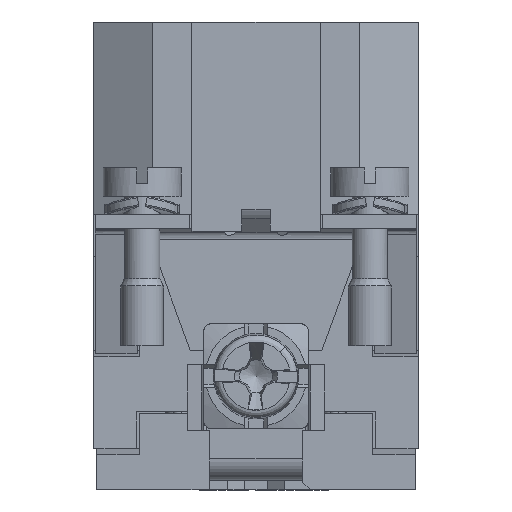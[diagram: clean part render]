
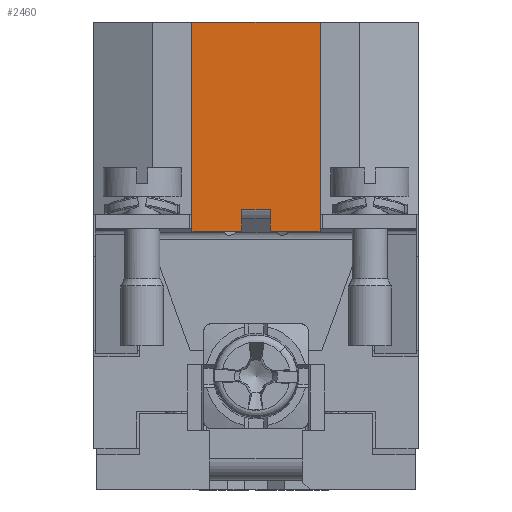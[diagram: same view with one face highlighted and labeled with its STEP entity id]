
A CAD part, left-side view. The second image highlights one B-rep face of the part: STEP entity #2460.
In plain terms, the highlighted planar face has unit normal (-1, 0, 0).
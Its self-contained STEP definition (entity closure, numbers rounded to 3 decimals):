
#2460=ADVANCED_FACE('',(#4453),#3473,.T.);
#3473=PLANE('',#26451);
#4453=FACE_OUTER_BOUND('',#5863,.T.);
#5863=EDGE_LOOP('',(#10651,#10652,#10653,#10654,#10655,#10656,#10657,#10658));
#10651=ORIENTED_EDGE('',*,*,#17863,.T.);
#10652=ORIENTED_EDGE('',*,*,#17865,.T.);
#10653=ORIENTED_EDGE('',*,*,#17362,.F.);
#10654=ORIENTED_EDGE('',*,*,#17866,.T.);
#10655=ORIENTED_EDGE('',*,*,#17340,.F.);
#10656=ORIENTED_EDGE('',*,*,#17347,.T.);
#10657=ORIENTED_EDGE('',*,*,#17350,.T.);
#10658=ORIENTED_EDGE('',*,*,#17862,.T.);
#14550=VERTEX_POINT('',#39242);
#14551=VERTEX_POINT('',#39243);
#14555=VERTEX_POINT('',#39254);
#14557=VERTEX_POINT('',#39260);
#14565=VERTEX_POINT('',#39280);
#14567=VERTEX_POINT('',#39285);
#14902=VERTEX_POINT('',#40347);
#14903=VERTEX_POINT('',#40351);
#17340=EDGE_CURVE('',#14550,#14551,#21473,.T.);
#17347=EDGE_CURVE('',#14550,#14555,#21480,.T.);
#17350=EDGE_CURVE('',#14555,#14557,#21483,.T.);
#17362=EDGE_CURVE('',#14567,#14565,#21495,.T.);
#17862=EDGE_CURVE('',#14557,#14902,#21881,.T.);
#17863=EDGE_CURVE('',#14902,#14903,#21882,.T.);
#17865=EDGE_CURVE('',#14903,#14565,#21884,.T.);
#17866=EDGE_CURVE('',#14567,#14551,#21885,.T.);
#21473=LINE('',#39241,#23656);
#21480=LINE('',#39255,#23663);
#21483=LINE('',#39261,#23666);
#21495=LINE('',#39286,#23678);
#21881=LINE('',#40348,#24064);
#21882=LINE('',#40350,#24065);
#21884=LINE('',#40354,#24067);
#21885=LINE('',#40355,#24068);
#23656=VECTOR('',#29976,1.);
#23663=VECTOR('',#29985,1.);
#23666=VECTOR('',#29990,1.);
#23678=VECTOR('',#30008,1.);
#24064=VECTOR('',#31076,1.);
#24065=VECTOR('',#31079,1.);
#24067=VECTOR('',#31083,1.);
#24068=VECTOR('',#31084,1.);
#26451=AXIS2_PLACEMENT_3D('',#40356,#31085,#31086);
#29976=DIRECTION('',(0.,0.,1.));
#29985=DIRECTION('',(0.,-1.,0.));
#29990=DIRECTION('',(0.,0.,1.));
#30008=DIRECTION('',(0.,0.,-1.));
#31076=DIRECTION('',(0.,-1.,0.));
#31079=DIRECTION('',(0.,0.,-1.));
#31083=DIRECTION('',(0.,-1.,0.));
#31084=DIRECTION('',(0.,1.,0.));
#31085=DIRECTION('',(-1.,0.,0.));
#31086=DIRECTION('',(0.,1.,0.));
#39241=CARTESIAN_POINT('',(-36.,4.5,14.6));
#39242=CARTESIAN_POINT('',(-36.,4.5,-0.2));
#39243=CARTESIAN_POINT('',(-36.,4.5,14.5));
#39254=CARTESIAN_POINT('',(-36.,1.,-0.2));
#39255=CARTESIAN_POINT('',(-36.,3.,-0.2));
#39260=CARTESIAN_POINT('',(-36.,1.,1.3));
#39261=CARTESIAN_POINT('',(-36.,1.,-0.2));
#39280=CARTESIAN_POINT('',(-36.,-4.5,-0.2));
#39285=CARTESIAN_POINT('',(-36.,-4.5,14.5));
#39286=CARTESIAN_POINT('',(-36.,-4.5,14.6));
#40347=CARTESIAN_POINT('',(-36.,-1.,1.3));
#40348=CARTESIAN_POINT('',(-36.,1.,1.3));
#40350=CARTESIAN_POINT('',(-36.,-1.,1.3));
#40351=CARTESIAN_POINT('',(-36.,-1.,-0.2));
#40354=CARTESIAN_POINT('',(-36.,-1.,-0.2));
#40355=CARTESIAN_POINT('',(-36.,-3.,14.5));
#40356=CARTESIAN_POINT('',(-36.,-3.1,14.6));
